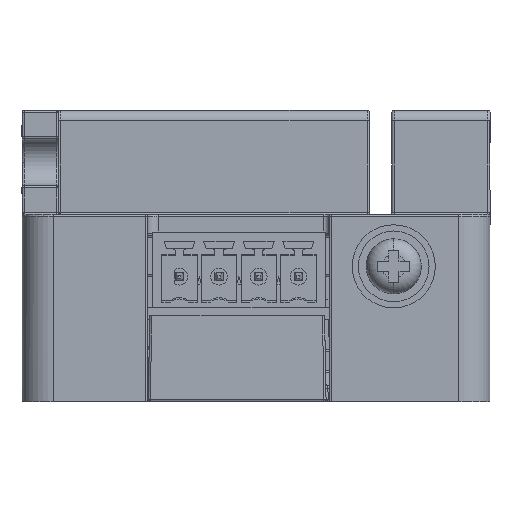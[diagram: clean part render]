
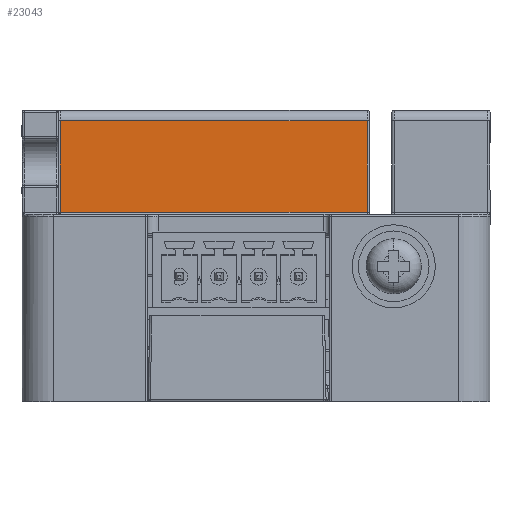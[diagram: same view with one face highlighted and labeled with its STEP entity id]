
A CAD part, left-side view. The second image highlights one B-rep face of the part: STEP entity #23043.
In plain terms, the highlighted planar face has unit normal (-1, 0, 0).
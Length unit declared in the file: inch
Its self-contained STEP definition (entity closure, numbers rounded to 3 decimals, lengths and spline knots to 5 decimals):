
#2480 = LINE ( 'NONE', #23246, #15808 ) ;
#4679 = PLANE ( 'NONE',  #90839 ) ;
#4776 = CARTESIAN_POINT ( 'NONE',  ( -0.8134, -0.26513, 0.51006 ) ) ;
#5649 = EDGE_CURVE ( 'NONE', #84978, #49253, #65149, .T. ) ;
#6296 = CARTESIAN_POINT ( 'NONE',  ( -0.8134, -0.26513, 0.16361 ) ) ;
#6396 = LINE ( 'NONE', #15624, #27445 ) ;
#6405 = CARTESIAN_POINT ( 'NONE',  ( -0.8134, 0.90377, 0.51006 ) ) ;
#10912 = ORIENTED_EDGE ( 'NONE', *, *, #12335, .F. ) ;
#12132 = DIRECTION ( 'NONE',  ( 1., 0., 0. ) ) ;
#12335 = EDGE_CURVE ( 'NONE', #48319, #17533, #2480, .T. ) ;
#12809 = VECTOR ( 'NONE', #19915, 39.37008 ) ;
#14401 = DIRECTION ( 'NONE',  ( 0., -1., 0. ) ) ;
#14805 = CARTESIAN_POINT ( 'NONE',  ( -0.8134, 0.89589, 0.16361 ) ) ;
#15624 = CARTESIAN_POINT ( 'NONE',  ( -0.8134, 0.90377, 0.16361 ) ) ;
#15808 = VECTOR ( 'NONE', #80231, 39.37008 ) ;
#17533 = VERTEX_POINT ( 'NONE', #33822 ) ;
#19482 = EDGE_CURVE ( 'NONE', #48319, #49253, #6396, .T. ) ;
#19915 = DIRECTION ( 'NONE',  ( 0., 0., -1. ) ) ;
#20245 = CARTESIAN_POINT ( 'NONE',  ( -0.8134, -0.26513, 2.18625 ) ) ;
#20825 = EDGE_CURVE ( 'NONE', #17533, #84978, #64914, .T. ) ;
#23043 = ADVANCED_FACE ( 'NONE', ( #77915 ), #4679, .F. ) ;
#23246 = CARTESIAN_POINT ( 'NONE',  ( -0.8134, 0.89589, 2.18625 ) ) ;
#27445 = VECTOR ( 'NONE', #14401, 39.37008 ) ;
#31407 = VECTOR ( 'NONE', #58004, 39.37008 ) ;
#33822 = CARTESIAN_POINT ( 'NONE',  ( -0.8134, 0.89589, 0.51006 ) ) ;
#48319 = VERTEX_POINT ( 'NONE', #14805 ) ;
#49253 = VERTEX_POINT ( 'NONE', #6296 ) ;
#55013 = CARTESIAN_POINT ( 'NONE',  ( -0.8134, 0.90377, 2.18625 ) ) ;
#58004 = DIRECTION ( 'NONE',  ( 0., -1., 0. ) ) ;
#61561 = DIRECTION ( 'NONE',  ( 0., 1., 0. ) ) ;
#64914 = LINE ( 'NONE', #6405, #31407 ) ;
#65149 = LINE ( 'NONE', #20245, #12809 ) ;
#67924 = EDGE_LOOP ( 'NONE', ( #68516, #10912, #82840, #85261 ) ) ;
#68516 = ORIENTED_EDGE ( 'NONE', *, *, #20825, .F. ) ;
#77915 = FACE_OUTER_BOUND ( 'NONE', #67924, .T. ) ;
#80231 = DIRECTION ( 'NONE',  ( 0., 0., 1. ) ) ;
#82840 = ORIENTED_EDGE ( 'NONE', *, *, #19482, .T. ) ;
#84978 = VERTEX_POINT ( 'NONE', #4776 ) ;
#85261 = ORIENTED_EDGE ( 'NONE', *, *, #5649, .F. ) ;
#90839 = AXIS2_PLACEMENT_3D ( 'NONE', #55013, #12132, #61561 ) ;
